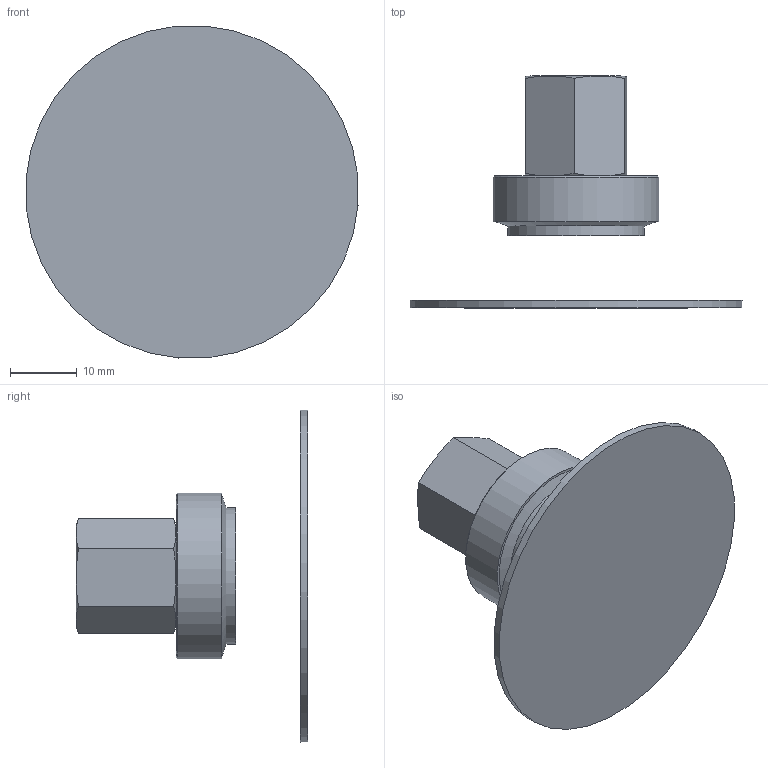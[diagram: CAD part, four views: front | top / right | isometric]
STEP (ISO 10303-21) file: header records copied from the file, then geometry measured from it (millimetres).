
FILE_DESCRIPTION(/* description */ (''),/* implementation_level */ '2;1');
FILE_NAME(/* name */ 'vc50sb_rac7r1-8h.stp',/* time_stamp */ '2020-09-21T12:46:35+02:00',/* author */ ('enginyeria'),/* organization */ (''),/* preprocessor_version */ 'ST-DEVELOPER v17.2',/* originating_system */ 'Autodesk Inventor 2019',/* authorisation */ '');
FILE_SCHEMA (('CONFIG_CONTROL_DESIGN'));
Length unit declared in the file: millimetre
Products named in the file (1): vc50sb_rac7r1-8h
Bounding box: 49.84 x 34.8 x 49.84 mm (x, y, z)
Volume: 18009.4 mm3; surface area: 6836.8 mm2
Topology: 1 solids, 1 shells, 25 faces, 62 edges, 43 vertices
Faces by surface type: plane 12, cone 6, cylinder 5, torus 2
Full cylindrical faces by diameter (mm): 8.566 x1, 10 x1, 20.6 x1, 25 x1, 50 x1
Entity records: 1005 total; most frequent: CARTESIAN_POINT 326, DIRECTION 131, ORIENTED_EDGE 124, EDGE_CURVE 62, AXIS2_PLACEMENT_3D 57, VERTEX_POINT 43, CIRCLE 31, EDGE_LOOP 29
